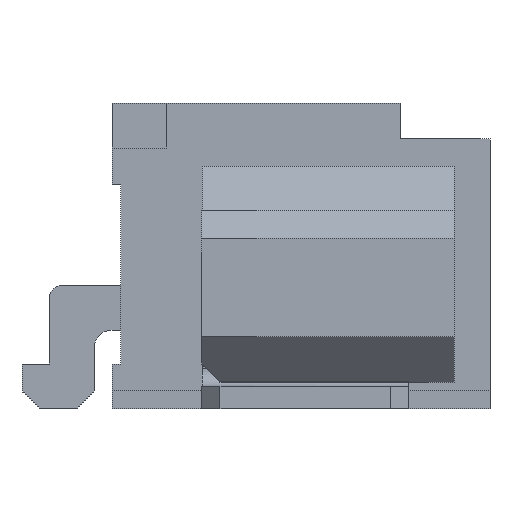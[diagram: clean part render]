
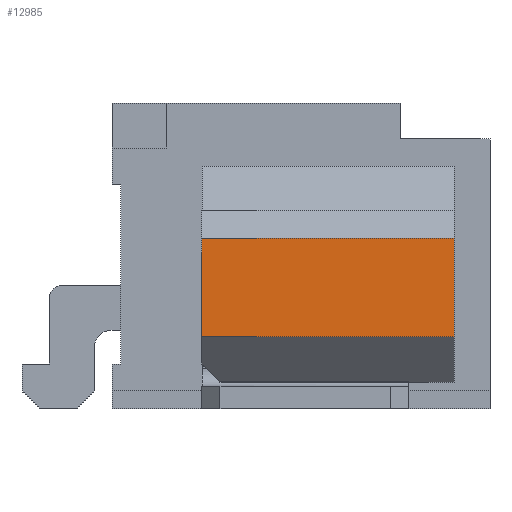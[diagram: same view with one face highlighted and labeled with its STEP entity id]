
A CAD part, left-side view. The second image highlights one B-rep face of the part: STEP entity #12985.
In plain terms, the highlighted planar face has unit normal (-1, 0, 0).
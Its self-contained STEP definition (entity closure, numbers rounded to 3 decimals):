
#1953 = PLANE('',#1954);
#1954 = AXIS2_PLACEMENT_3D('',#1955,#1956,#1957);
#1955 = CARTESIAN_POINT('',(3.375,1.1,0.));
#1956 = DIRECTION('',(0.,1.,0.));
#1957 = DIRECTION('',(-1.,0.,0.));
#2009 = PLANE('',#2010);
#2010 = AXIS2_PLACEMENT_3D('',#2011,#2012,#2013);
#2011 = CARTESIAN_POINT('',(3.375,-1.7,0.));
#2012 = DIRECTION('',(0.,1.,0.));
#2013 = DIRECTION('',(-1.,0.,0.));
#6294 = VERTEX_POINT('',#6295);
#6295 = CARTESIAN_POINT('',(-4.875,1.1,1.9));
#6309 = PLANE('',#6310);
#6310 = AXIS2_PLACEMENT_3D('',#6311,#6312,#6313);
#6311 = CARTESIAN_POINT('',(-4.875,-1.7,1.9));
#6312 = DIRECTION('',(-0.707,0.,0.707));
#6313 = DIRECTION('',(0.707,0.,0.707));
#6321 = EDGE_CURVE('',#6322,#6294,#6324,.T.);
#6322 = VERTEX_POINT('',#6323);
#6323 = CARTESIAN_POINT('',(-4.875,1.1,0.8));
#6324 = SURFACE_CURVE('',#6325,(#6329,#6336),.PCURVE_S1.);
#6325 = LINE('',#6326,#6327);
#6326 = CARTESIAN_POINT('',(-4.875,1.1,0.8));
#6327 = VECTOR('',#6328,1.);
#6328 = DIRECTION('',(0.,0.,1.));
#6329 = PCURVE('',#1953,#6330);
#6330 = DEFINITIONAL_REPRESENTATION('',(#6331),#6335);
#6331 = LINE('',#6332,#6333);
#6332 = CARTESIAN_POINT('',(8.25,0.8));
#6333 = VECTOR('',#6334,1.);
#6334 = DIRECTION('',(0.,1.));
#6335 = ( GEOMETRIC_REPRESENTATION_CONTEXT(2) 
PARAMETRIC_REPRESENTATION_CONTEXT() REPRESENTATION_CONTEXT('2D SPACE',''
  ) );
#6336 = PCURVE('',#6337,#6342);
#6337 = PLANE('',#6338);
#6338 = AXIS2_PLACEMENT_3D('',#6339,#6340,#6341);
#6339 = CARTESIAN_POINT('',(-4.875,-1.7,0.8));
#6340 = DIRECTION('',(-1.,0.,0.));
#6341 = DIRECTION('',(0.,0.,1.));
#6342 = DEFINITIONAL_REPRESENTATION('',(#6343),#6347);
#6343 = LINE('',#6344,#6345);
#6344 = CARTESIAN_POINT('',(0.,2.8));
#6345 = VECTOR('',#6346,1.);
#6346 = DIRECTION('',(1.,0.));
#6347 = ( GEOMETRIC_REPRESENTATION_CONTEXT(2) 
PARAMETRIC_REPRESENTATION_CONTEXT() REPRESENTATION_CONTEXT('2D SPACE',''
  ) );
#6363 = PLANE('',#6364);
#6364 = AXIS2_PLACEMENT_3D('',#6365,#6366,#6367);
#6365 = CARTESIAN_POINT('',(-4.375,-1.7,0.3));
#6366 = DIRECTION('',(-0.707,0.,-0.707));
#6367 = DIRECTION('',(-0.707,0.,0.707));
#6570 = VERTEX_POINT('',#6571);
#6571 = CARTESIAN_POINT('',(-4.875,-1.7,0.8));
#6592 = EDGE_CURVE('',#6570,#6593,#6595,.T.);
#6593 = VERTEX_POINT('',#6594);
#6594 = CARTESIAN_POINT('',(-4.875,-1.7,1.9));
#6595 = SURFACE_CURVE('',#6596,(#6600,#6607),.PCURVE_S1.);
#6596 = LINE('',#6597,#6598);
#6597 = CARTESIAN_POINT('',(-4.875,-1.7,0.8));
#6598 = VECTOR('',#6599,1.);
#6599 = DIRECTION('',(0.,0.,1.));
#6600 = PCURVE('',#2009,#6601);
#6601 = DEFINITIONAL_REPRESENTATION('',(#6602),#6606);
#6602 = LINE('',#6603,#6604);
#6603 = CARTESIAN_POINT('',(8.25,0.8));
#6604 = VECTOR('',#6605,1.);
#6605 = DIRECTION('',(0.,1.));
#6606 = ( GEOMETRIC_REPRESENTATION_CONTEXT(2) 
PARAMETRIC_REPRESENTATION_CONTEXT() REPRESENTATION_CONTEXT('2D SPACE',''
  ) );
#6607 = PCURVE('',#6337,#6608);
#6608 = DEFINITIONAL_REPRESENTATION('',(#6609),#6613);
#6609 = LINE('',#6610,#6611);
#6610 = CARTESIAN_POINT('',(0.,0.));
#6611 = VECTOR('',#6612,1.);
#6612 = DIRECTION('',(1.,0.));
#6613 = ( GEOMETRIC_REPRESENTATION_CONTEXT(2) 
PARAMETRIC_REPRESENTATION_CONTEXT() REPRESENTATION_CONTEXT('2D SPACE',''
  ) );
#12963 = EDGE_CURVE('',#6593,#6294,#12964,.T.);
#12964 = SURFACE_CURVE('',#12965,(#12969,#12976),.PCURVE_S1.);
#12965 = LINE('',#12966,#12967);
#12966 = CARTESIAN_POINT('',(-4.875,-1.7,1.9));
#12967 = VECTOR('',#12968,1.);
#12968 = DIRECTION('',(0.,1.,0.));
#12969 = PCURVE('',#6309,#12970);
#12970 = DEFINITIONAL_REPRESENTATION('',(#12971),#12975);
#12971 = LINE('',#12972,#12973);
#12972 = CARTESIAN_POINT('',(0.,0.));
#12973 = VECTOR('',#12974,1.);
#12974 = DIRECTION('',(0.,1.));
#12975 = ( GEOMETRIC_REPRESENTATION_CONTEXT(2) 
PARAMETRIC_REPRESENTATION_CONTEXT() REPRESENTATION_CONTEXT('2D SPACE',''
  ) );
#12976 = PCURVE('',#6337,#12977);
#12977 = DEFINITIONAL_REPRESENTATION('',(#12978),#12982);
#12978 = LINE('',#12979,#12980);
#12979 = CARTESIAN_POINT('',(1.1,0.));
#12980 = VECTOR('',#12981,1.);
#12981 = DIRECTION('',(0.,1.));
#12982 = ( GEOMETRIC_REPRESENTATION_CONTEXT(2) 
PARAMETRIC_REPRESENTATION_CONTEXT() REPRESENTATION_CONTEXT('2D SPACE',''
  ) );
#12985 = ADVANCED_FACE('',(#12986),#6337,.T.);
#12986 = FACE_BOUND('',#12987,.F.);
#12987 = EDGE_LOOP('',(#12988,#12989,#13010,#13011));
#12988 = ORIENTED_EDGE('',*,*,#6592,.F.);
#12989 = ORIENTED_EDGE('',*,*,#12990,.T.);
#12990 = EDGE_CURVE('',#6570,#6322,#12991,.T.);
#12991 = SURFACE_CURVE('',#12992,(#12996,#13003),.PCURVE_S1.);
#12992 = LINE('',#12993,#12994);
#12993 = CARTESIAN_POINT('',(-4.875,-1.7,0.8));
#12994 = VECTOR('',#12995,1.);
#12995 = DIRECTION('',(0.,1.,0.));
#12996 = PCURVE('',#6337,#12997);
#12997 = DEFINITIONAL_REPRESENTATION('',(#12998),#13002);
#12998 = LINE('',#12999,#13000);
#12999 = CARTESIAN_POINT('',(0.,0.));
#13000 = VECTOR('',#13001,1.);
#13001 = DIRECTION('',(0.,1.));
#13002 = ( GEOMETRIC_REPRESENTATION_CONTEXT(2) 
PARAMETRIC_REPRESENTATION_CONTEXT() REPRESENTATION_CONTEXT('2D SPACE',''
  ) );
#13003 = PCURVE('',#6363,#13004);
#13004 = DEFINITIONAL_REPRESENTATION('',(#13005),#13009);
#13005 = LINE('',#13006,#13007);
#13006 = CARTESIAN_POINT('',(0.707,0.));
#13007 = VECTOR('',#13008,1.);
#13008 = DIRECTION('',(0.,1.));
#13009 = ( GEOMETRIC_REPRESENTATION_CONTEXT(2) 
PARAMETRIC_REPRESENTATION_CONTEXT() REPRESENTATION_CONTEXT('2D SPACE',''
  ) );
#13010 = ORIENTED_EDGE('',*,*,#6321,.T.);
#13011 = ORIENTED_EDGE('',*,*,#12963,.F.);
